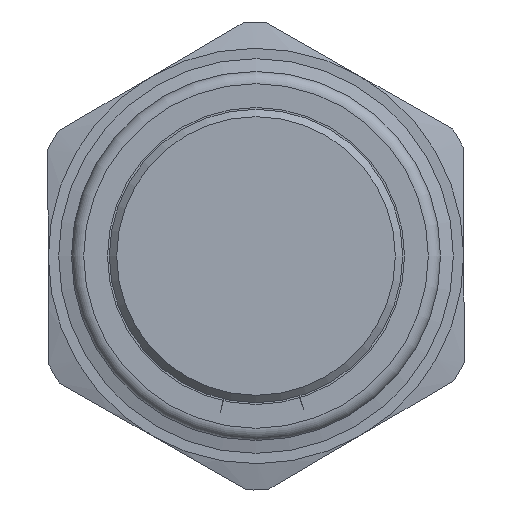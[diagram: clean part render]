
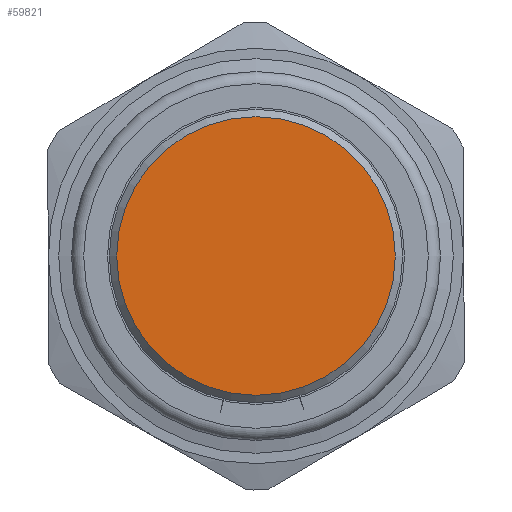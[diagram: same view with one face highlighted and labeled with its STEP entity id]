
A CAD part, left-side view. The second image highlights one B-rep face of the part: STEP entity #59821.
In plain terms, the highlighted planar face has unit normal (-1, 0, 0).
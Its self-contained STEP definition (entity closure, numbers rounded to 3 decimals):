
#59805=CARTESIAN_POINT('',(0.,5.35,0.0));
#59806=DIRECTION('',(-1.0,0.0,0.0));
#59807=DIRECTION('',(0.0,0.0,1.0));
#59808=AXIS2_PLACEMENT_3D('',#59805,#59806,#59807);
#59809=PLANE('',#59808);
#59810=CARTESIAN_POINT('',(0.,5.7,0.0));
#59811=VERTEX_POINT('',#59810);
#59812=CARTESIAN_POINT('',(0.0,0.0,0.0));
#59813=DIRECTION('',(1.0,0.0,0.0));
#59814=DIRECTION('',(0.0,1.0,0.0));
#59815=AXIS2_PLACEMENT_3D('',#59812,#59813,#59814);
#59816=CIRCLE('',#59815,5.7);
#59817=EDGE_CURVE('',#59811,#59811,#59816,.T.);
#59818=ORIENTED_EDGE('',*,*,#59817,.F.);
#59819=EDGE_LOOP('',(#59818));
#59820=FACE_OUTER_BOUND('',#59819,.T.);
#59821=ADVANCED_FACE('',(#59820),#59809,.T.);
